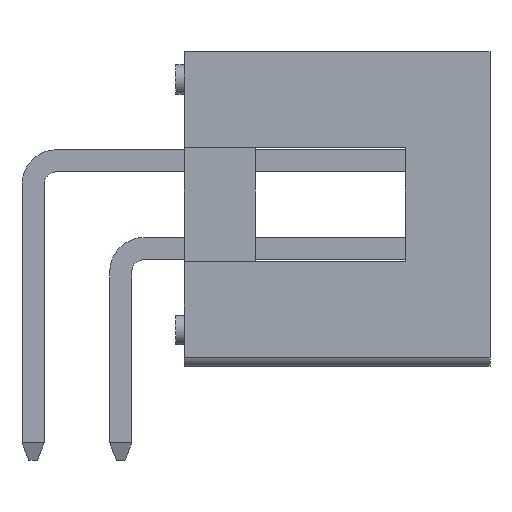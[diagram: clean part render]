
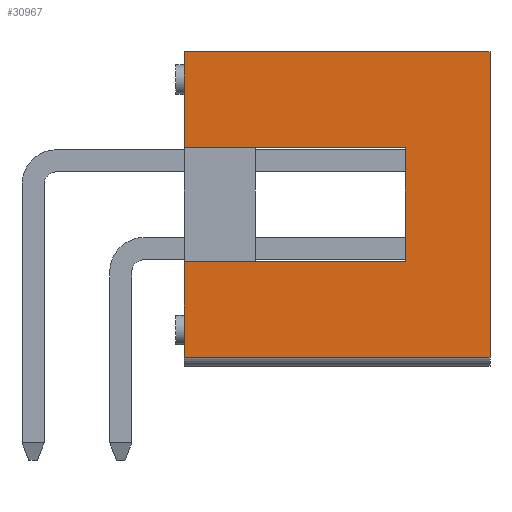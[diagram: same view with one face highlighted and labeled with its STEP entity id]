
A CAD part, front view. The second image highlights one B-rep face of the part: STEP entity #30967.
In plain terms, the highlighted face is planar.
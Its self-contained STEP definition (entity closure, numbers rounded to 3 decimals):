
#434=LINE('',#40722,#3321);
#450=LINE('',#40756,#3337);
#459=LINE('',#40774,#3346);
#461=LINE('',#40778,#3348);
#462=LINE('',#40780,#3349);
#463=LINE('',#40782,#3350);
#464=LINE('',#40784,#3351);
#465=LINE('',#40786,#3352);
#3321=VECTOR('',#34421,1000.);
#3337=VECTOR('',#34445,1000.);
#3346=VECTOR('',#34458,1000.);
#3348=VECTOR('',#34462,1000.);
#3349=VECTOR('',#34463,1000.);
#3350=VECTOR('',#34464,1000.);
#3351=VECTOR('',#34465,1000.);
#3352=VECTOR('',#34466,1000.);
#6374=ORIENTED_EDGE('',*,*,#12562,.T.);
#6375=ORIENTED_EDGE('',*,*,#12563,.F.);
#6376=ORIENTED_EDGE('',*,*,#12564,.T.);
#6377=ORIENTED_EDGE('',*,*,#12565,.T.);
#6378=ORIENTED_EDGE('',*,*,#12566,.T.);
#6379=ORIENTED_EDGE('',*,*,#12560,.F.);
#6380=ORIENTED_EDGE('',*,*,#12551,.F.);
#6381=ORIENTED_EDGE('',*,*,#12533,.T.);
#12533=EDGE_CURVE('',#15633,#15632,#434,.T.);
#12551=EDGE_CURVE('',#15633,#15641,#450,.T.);
#12560=EDGE_CURVE('',#15641,#15654,#459,.T.);
#12562=EDGE_CURVE('',#15632,#15655,#461,.T.);
#12563=EDGE_CURVE('',#15656,#15655,#462,.T.);
#12564=EDGE_CURVE('',#15656,#15657,#463,.T.);
#12565=EDGE_CURVE('',#15657,#15658,#464,.T.);
#12566=EDGE_CURVE('',#15658,#15654,#465,.T.);
#15632=VERTEX_POINT('',#40721);
#15633=VERTEX_POINT('',#40723);
#15641=VERTEX_POINT('',#40742);
#15654=VERTEX_POINT('',#40775);
#15655=VERTEX_POINT('',#40779);
#15656=VERTEX_POINT('',#40781);
#15657=VERTEX_POINT('',#40783);
#15658=VERTEX_POINT('',#40785);
#17424=EDGE_LOOP('',(#6374,#6375,#6376,#6377,#6378,#6379,#6380,#6381));
#18879=FACE_BOUND('',#17424,.T.);
#20324=PLANE('',#32330);
#30967=ADVANCED_FACE('',(#18879),#20324,.T.);
#32330=AXIS2_PLACEMENT_3D('',#40777,#34460,#34461);
#34421=DIRECTION('',(0.,0.,-1.));
#34445=DIRECTION('',(0.,1.,0.));
#34458=DIRECTION('',(0.,0.,-1.));
#34460=DIRECTION('',(1.,0.,0.));
#34461=DIRECTION('',(0.,0.,-1.));
#34462=DIRECTION('',(0.,1.,0.));
#34463=DIRECTION('',(0.,0.,-1.));
#34464=DIRECTION('',(0.,1.,0.));
#34465=DIRECTION('',(0.,0.,-1.));
#34466=DIRECTION('',(0.,1.,0.));
#40721=CARTESIAN_POINT('',(35.58,-4.425,-4.425));
#40722=CARTESIAN_POINT('',(35.58,-4.425,4.425));
#40723=CARTESIAN_POINT('',(35.58,-4.425,4.425));
#40742=CARTESIAN_POINT('',(35.58,4.425,4.425));
#40756=CARTESIAN_POINT('',(35.58,-4.425,4.425));
#40774=CARTESIAN_POINT('',(35.58,4.425,4.425));
#40775=CARTESIAN_POINT('',(35.58,4.425,-4.425));
#40777=CARTESIAN_POINT('',(35.58,-4.425,4.425));
#40778=CARTESIAN_POINT('',(35.58,-4.425,-4.425));
#40779=CARTESIAN_POINT('',(35.58,-1.65,-4.425));
#40780=CARTESIAN_POINT('',(35.58,-1.65,1.975));
#40781=CARTESIAN_POINT('',(35.58,-1.65,1.975));
#40782=CARTESIAN_POINT('',(35.58,-1.65,1.975));
#40783=CARTESIAN_POINT('',(35.58,1.65,1.975));
#40784=CARTESIAN_POINT('',(35.58,1.65,1.975));
#40785=CARTESIAN_POINT('',(35.58,1.65,-4.425));
#40786=CARTESIAN_POINT('',(35.58,-4.425,-4.425));
